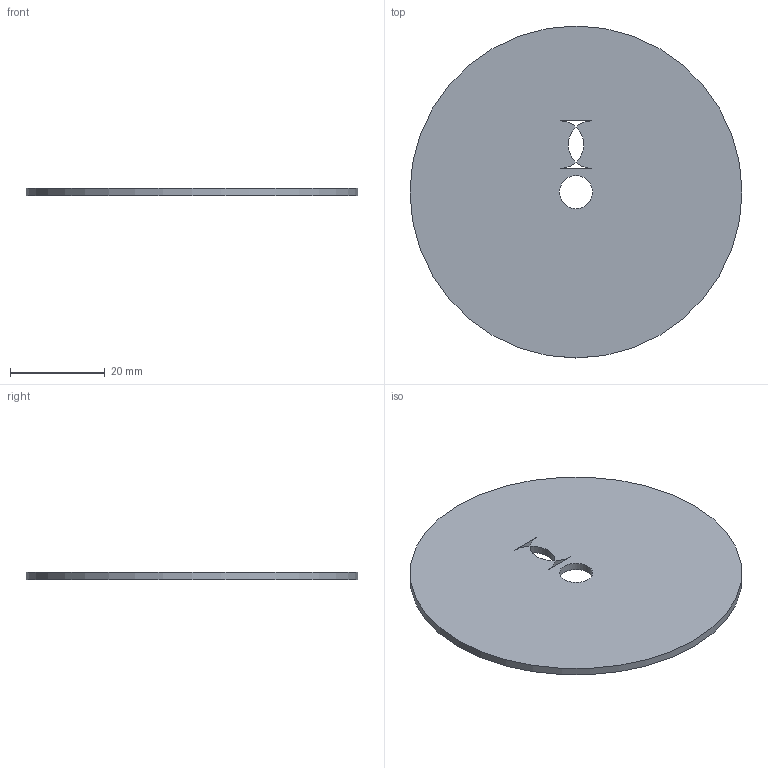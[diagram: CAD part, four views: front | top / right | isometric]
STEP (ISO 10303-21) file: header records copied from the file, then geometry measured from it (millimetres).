
FILE_DESCRIPTION(('Open CASCADE Model'),'2;1');
FILE_NAME('Open CASCADE Shape Model','2019-04-26T02:46:24',('Author'),( 'Open CASCADE'),'Open CASCADE STEP processor 6.8','Open CASCADE 6.8' ,'Unknown');
FILE_SCHEMA(('AUTOMOTIVE_DESIGN { 1 0 10303 214 1 1 1 1 }'));
Length unit declared in the file: millimetre
Products named in the file (3): PCB; Board; Open CASCADE STEP translator 6.8 78.1.1
Assembly tree (2 placements, depth 3):
  PCB
    Board
      Open CASCADE STEP translator 6.8 78.1.1
Bounding box: 70.01 x 70.01 x 1.62 mm (x, y, z)
Volume: 6136.1 mm3; surface area: 8042.6 mm2
Topology: 1 solids, 1 shells, 12 faces, 28 edges, 16 vertices
Faces by surface type: cylinder 8, plane 4
Full cylindrical faces by diameter (mm): 7 x1, 70.014 x1
Entity records: 425 total; most frequent: DIRECTION 74, ORIENTED_EDGE 60, CARTESIAN_POINT 59, AXIS2_PLACEMENT_3D 31, EDGE_CURVE 28, FACE_BOUND 20, EDGE_LOOP 20, VERTEX_POINT 16
